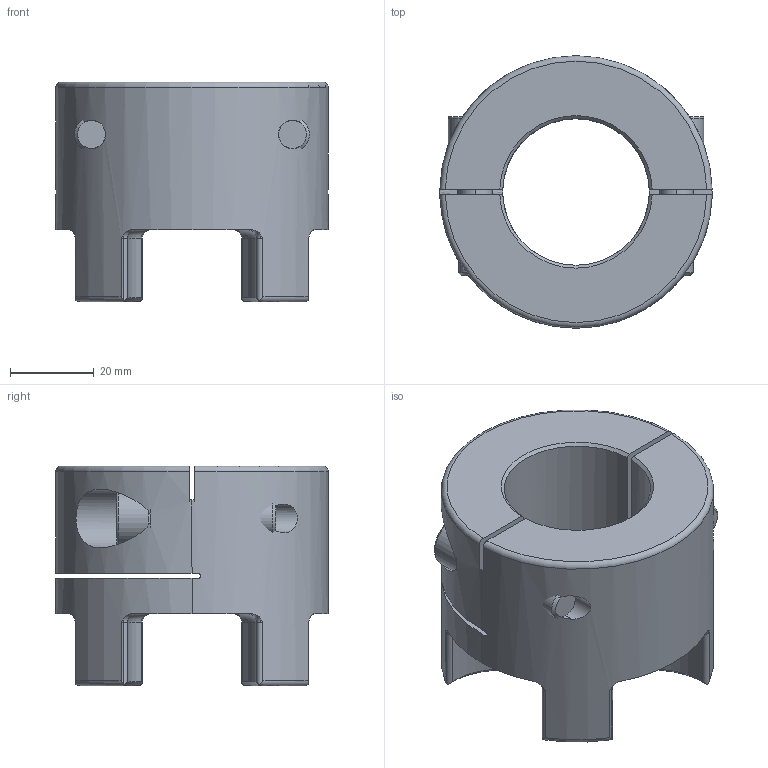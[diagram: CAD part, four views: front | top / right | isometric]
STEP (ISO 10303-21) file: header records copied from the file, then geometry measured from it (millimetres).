
FILE_DESCRIPTION (( 'STEP AP203' ), '1' );
FILE_NAME ('SJC-65C-35.step', '2021-04-15T12:41:35', ( '' ), ( '' ), 'SwSTEP 2.0', 'SolidWorks 2021', '' );
FILE_SCHEMA (( 'CONFIG_CONTROL_DESIGN' ));
Length unit declared in the file: millimetre
Products named in the file (1): SJC-65C-35
Bounding box: 65 x 65 x 52.5 mm (x, y, z)
Volume: 87117.7 mm3; surface area: 27269.7 mm2
Topology: 3 solids, 3 shells, 208 faces, 533 edges, 328 vertices
Faces by surface type: cylinder 74, torus 54, plane 52, cone 28
Entity records: 8270 total; most frequent: CARTESIAN_POINT 3182, DIRECTION 1085, ORIENTED_EDGE 1050, EDGE_CURVE 525, AXIS2_PLACEMENT_3D 457, VERTEX_POINT 328, CIRCLE 248, EDGE_LOOP 223
